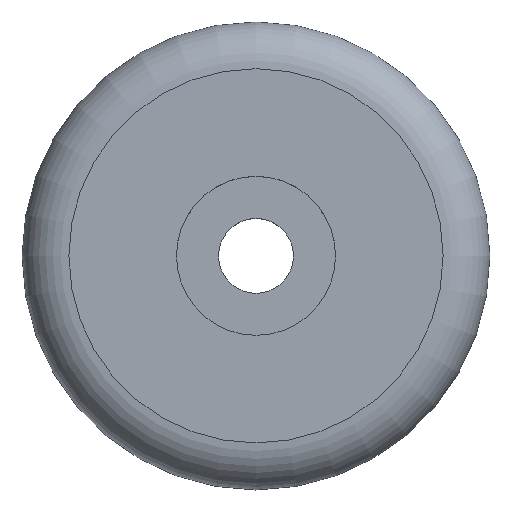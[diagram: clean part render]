
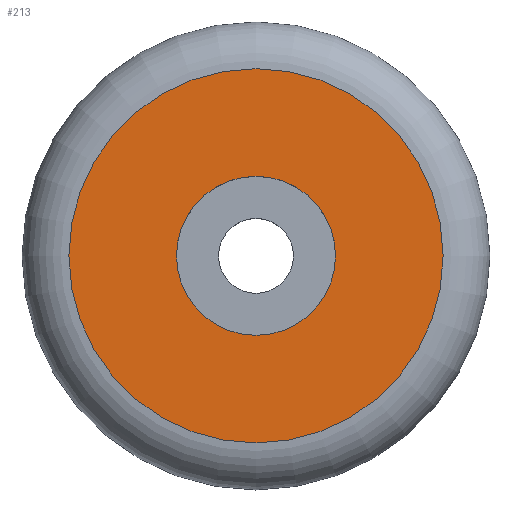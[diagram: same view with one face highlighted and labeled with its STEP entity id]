
A CAD part, top view. The second image highlights one B-rep face of the part: STEP entity #213.
In plain terms, the highlighted planar face has unit normal (0, 0, 1).
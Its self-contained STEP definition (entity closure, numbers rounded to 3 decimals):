
#77 = TOROIDAL_SURFACE('',#78,8.,2.);
#78 = AXIS2_PLACEMENT_3D('',#79,#80,#81);
#79 = CARTESIAN_POINT('',(0.,0.,5.));
#80 = DIRECTION('',(-0.,-0.,1.));
#81 = DIRECTION('',(1.,0.,0.));
#125 = VERTEX_POINT('',#126);
#126 = CARTESIAN_POINT('',(8.,0.,7.));
#148 = EDGE_CURVE('',#125,#125,#149,.T.);
#149 = SURFACE_CURVE('',#150,(#155,#162),.PCURVE_S1.);
#150 = CIRCLE('',#151,8.);
#151 = AXIS2_PLACEMENT_3D('',#152,#153,#154);
#152 = CARTESIAN_POINT('',(0.,0.,7.));
#153 = DIRECTION('',(0.,-0.,1.));
#154 = DIRECTION('',(1.,0.,0.));
#155 = PCURVE('',#77,#156);
#156 = DEFINITIONAL_REPRESENTATION('',(#157),#161);
#157 = LINE('',#158,#159);
#158 = CARTESIAN_POINT('',(0.,1.571));
#159 = VECTOR('',#160,1.);
#160 = DIRECTION('',(1.,0.));
#161 = ( GEOMETRIC_REPRESENTATION_CONTEXT(2) 
PARAMETRIC_REPRESENTATION_CONTEXT() REPRESENTATION_CONTEXT('2D SPACE',''
  ) );
#162 = PCURVE('',#163,#168);
#163 = PLANE('',#164);
#164 = AXIS2_PLACEMENT_3D('',#165,#166,#167);
#165 = CARTESIAN_POINT('',(10.,0.,7.));
#166 = DIRECTION('',(0.,0.,-1.));
#167 = DIRECTION('',(-1.,0.,0.));
#168 = DEFINITIONAL_REPRESENTATION('',(#169),#177);
#169 = ( BOUNDED_CURVE() B_SPLINE_CURVE(2,(#170,#171,#172,#173,#174,#175
,#176),.UNSPECIFIED.,.F.,.F.) B_SPLINE_CURVE_WITH_KNOTS((1,2,2,2,2,1),(
    -2.094,0.,2.094,4.189,6.283,
8.378),.UNSPECIFIED.) CURVE() GEOMETRIC_REPRESENTATION_ITEM() 
RATIONAL_B_SPLINE_CURVE((1.,0.5,1.,0.5,1.,0.5,1.)) REPRESENTATION_ITEM(
  '') );
#170 = CARTESIAN_POINT('',(2.,0.));
#171 = CARTESIAN_POINT('',(2.,13.856));
#172 = CARTESIAN_POINT('',(14.,6.928));
#173 = CARTESIAN_POINT('',(26.,0.));
#174 = CARTESIAN_POINT('',(14.,-6.928));
#175 = CARTESIAN_POINT('',(2.,-13.856));
#176 = CARTESIAN_POINT('',(2.,0.));
#177 = ( GEOMETRIC_REPRESENTATION_CONTEXT(2) 
PARAMETRIC_REPRESENTATION_CONTEXT() REPRESENTATION_CONTEXT('2D SPACE',''
  ) );
#213 = ADVANCED_FACE('',(#214,#217),#163,.F.);
#214 = FACE_BOUND('',#215,.F.);
#215 = EDGE_LOOP('',(#216));
#216 = ORIENTED_EDGE('',*,*,#148,.F.);
#217 = FACE_BOUND('',#218,.F.);
#218 = EDGE_LOOP('',(#219));
#219 = ORIENTED_EDGE('',*,*,#220,.T.);
#220 = EDGE_CURVE('',#221,#221,#223,.T.);
#221 = VERTEX_POINT('',#222);
#222 = CARTESIAN_POINT('',(3.4,0.,7.));
#223 = SURFACE_CURVE('',#224,(#229,#240),.PCURVE_S1.);
#224 = CIRCLE('',#225,3.4);
#225 = AXIS2_PLACEMENT_3D('',#226,#227,#228);
#226 = CARTESIAN_POINT('',(0.,0.,7.));
#227 = DIRECTION('',(0.,0.,1.));
#228 = DIRECTION('',(1.,0.,0.));
#229 = PCURVE('',#163,#230);
#230 = DEFINITIONAL_REPRESENTATION('',(#231),#239);
#231 = ( BOUNDED_CURVE() B_SPLINE_CURVE(2,(#232,#233,#234,#235,#236,#237
,#238),.UNSPECIFIED.,.T.,.F.) B_SPLINE_CURVE_WITH_KNOTS((1,2,2,2,2,1),(
    -2.094,0.,2.094,4.189,6.283,
8.378),.UNSPECIFIED.) CURVE() GEOMETRIC_REPRESENTATION_ITEM() 
RATIONAL_B_SPLINE_CURVE((1.,0.5,1.,0.5,1.,0.5,1.)) REPRESENTATION_ITEM(
  '') );
#232 = CARTESIAN_POINT('',(6.6,0.));
#233 = CARTESIAN_POINT('',(6.6,5.889));
#234 = CARTESIAN_POINT('',(11.7,2.944));
#235 = CARTESIAN_POINT('',(16.8,0.));
#236 = CARTESIAN_POINT('',(11.7,-2.944));
#237 = CARTESIAN_POINT('',(6.6,-5.889));
#238 = CARTESIAN_POINT('',(6.6,0.));
#239 = ( GEOMETRIC_REPRESENTATION_CONTEXT(2) 
PARAMETRIC_REPRESENTATION_CONTEXT() REPRESENTATION_CONTEXT('2D SPACE',''
  ) );
#240 = PCURVE('',#241,#246);
#241 = CYLINDRICAL_SURFACE('',#242,3.4);
#242 = AXIS2_PLACEMENT_3D('',#243,#244,#245);
#243 = CARTESIAN_POINT('',(0.,0.,7.));
#244 = DIRECTION('',(0.,0.,1.));
#245 = DIRECTION('',(1.,0.,0.));
#246 = DEFINITIONAL_REPRESENTATION('',(#247),#251);
#247 = LINE('',#248,#249);
#248 = CARTESIAN_POINT('',(0.,0.));
#249 = VECTOR('',#250,1.);
#250 = DIRECTION('',(1.,0.));
#251 = ( GEOMETRIC_REPRESENTATION_CONTEXT(2) 
PARAMETRIC_REPRESENTATION_CONTEXT() REPRESENTATION_CONTEXT('2D SPACE',''
  ) );
